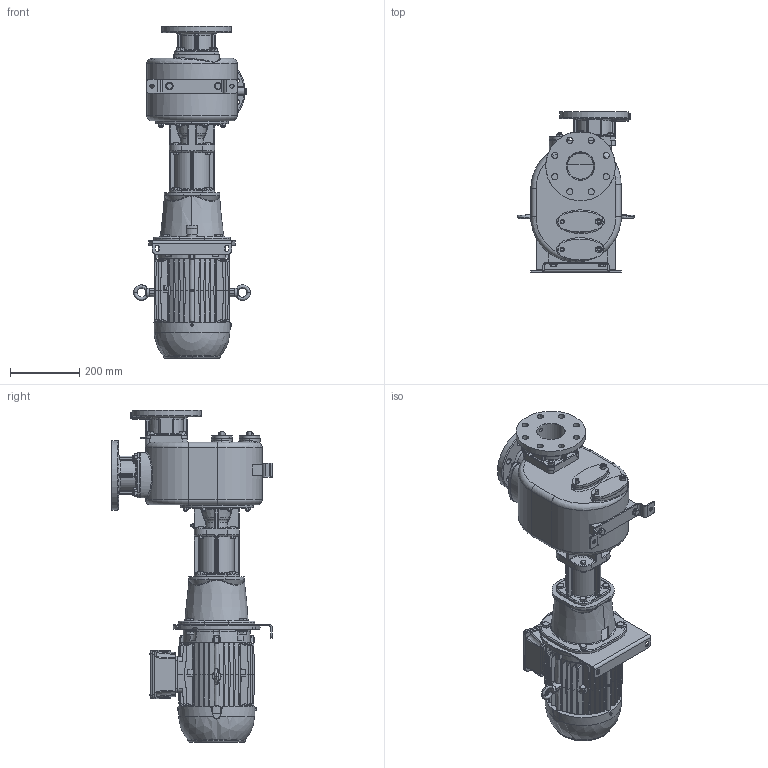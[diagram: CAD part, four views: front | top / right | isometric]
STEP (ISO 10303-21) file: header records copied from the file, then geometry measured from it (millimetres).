
FILE_DESCRIPTION((''),'2;1');
FILE_NAME('S_80_BBT_F__SW0001','2016-06-17T',('Nicola'),(''),'CREO PARAMETRIC BY PTC INC, 2015290','CREO PARAMETRIC BY PTC INC, 2015290','');
FILE_SCHEMA(('CONFIG_CONTROL_DESIGN'));
Products named in the file (1): S_80_BBT_F__SW0001
Bounding box: 335.96 x 462 x 955.6 mm (x, y, z)
Volume: 30567653.7 mm3; surface area: 1769931.9 mm2
Topology: 2 solids, 6 shells, 4199 faces, 10036 edges, 6232 vertices
Faces by surface type: plane 2248, cylinder 763, cone 760, torus 205, bspline 186, sphere 29, extrusion 8
Entity records: 165387 total; most frequent: CARTESIAN_POINT 70373, ORIENTED_EDGE 20060, DIRECTION 18903, EDGE_CURVE 10030, AXIS2_PLACEMENT_3D 6840, VERTEX_POINT 6232, VECTOR 5223, LINE 5215
